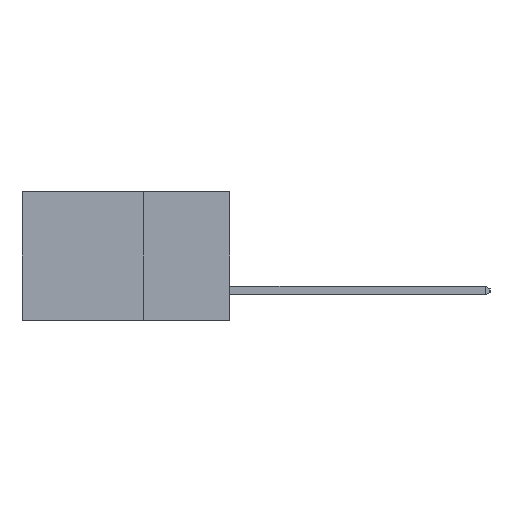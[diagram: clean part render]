
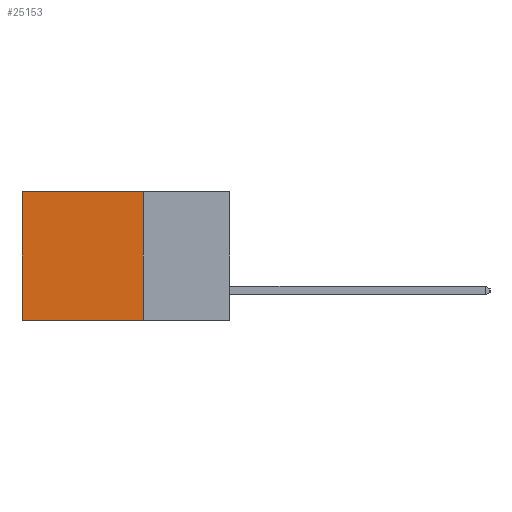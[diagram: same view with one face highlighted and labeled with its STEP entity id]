
A CAD part, left-side view. The second image highlights one B-rep face of the part: STEP entity #25153.
In plain terms, the highlighted planar face has unit normal (-1, 0, 0).
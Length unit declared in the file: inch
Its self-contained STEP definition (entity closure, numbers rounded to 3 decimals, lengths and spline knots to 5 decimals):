
#605 = LINE ( 'NONE', #15228, #25404 ) ;
#751 = VECTOR ( 'NONE', #22089, 39.37008 ) ;
#4399 = EDGE_CURVE ( 'NONE', #13491, #15957, #16617, .T. ) ;
#5037 = FACE_OUTER_BOUND ( 'NONE', #25761, .T. ) ;
#6909 = CARTESIAN_POINT ( 'NONE',  ( 0.298, 0.25, 0. ) ) ;
#7985 = ORIENTED_EDGE ( 'NONE', *, *, #4399, .F. ) ;
#8065 = DIRECTION ( 'NONE',  ( 0., 1., 0. ) ) ;
#8116 = CARTESIAN_POINT ( 'NONE',  ( 0.298, 0.25, -0.37 ) ) ;
#9326 = DIRECTION ( 'NONE',  ( 1., 0., 0. ) ) ;
#9787 = DIRECTION ( 'NONE',  ( 0., 0., -1. ) ) ;
#10572 = CARTESIAN_POINT ( 'NONE',  ( 0.298, 0.25, 0. ) ) ;
#12179 = VECTOR ( 'NONE', #12982, 39.37008 ) ;
#12616 = ORIENTED_EDGE ( 'NONE', *, *, #13816, .T. ) ;
#12982 = DIRECTION ( 'NONE',  ( 0., 1., 0. ) ) ;
#13491 = VERTEX_POINT ( 'NONE', #18530 ) ;
#13787 = CARTESIAN_POINT ( 'NONE',  ( 0.298, 0.6, -0.37 ) ) ;
#13816 = EDGE_CURVE ( 'NONE', #25196, #29268, #21501, .T. ) ;
#15098 = VECTOR ( 'NONE', #9787, 39.37008 ) ;
#15228 = CARTESIAN_POINT ( 'NONE',  ( 0.298, 0.25, -0.37 ) ) ;
#15957 = VERTEX_POINT ( 'NONE', #8116 ) ;
#16617 = LINE ( 'NONE', #19472, #15098 ) ;
#17990 = ORIENTED_EDGE ( 'NONE', *, *, #25485, .T. ) ;
#18530 = CARTESIAN_POINT ( 'NONE',  ( 0.298, 0.25, 0. ) ) ;
#19472 = CARTESIAN_POINT ( 'NONE',  ( 0.298, 0.25, 0. ) ) ;
#19481 = AXIS2_PLACEMENT_3D ( 'NONE', #6909, #9326, #26064 ) ;
#19694 = CARTESIAN_POINT ( 'NONE',  ( 0.298, 0.6, 0. ) ) ;
#20540 = ORIENTED_EDGE ( 'NONE', *, *, #30781, .F. ) ;
#21313 = PLANE ( 'NONE',  #19481 ) ;
#21501 = LINE ( 'NONE', #19694, #751 ) ;
#21515 = CARTESIAN_POINT ( 'NONE',  ( 0.298, 0.6, 0. ) ) ;
#22089 = DIRECTION ( 'NONE',  ( 0., 0., -1. ) ) ;
#24887 = LINE ( 'NONE', #10572, #12179 ) ;
#25153 = ADVANCED_FACE ( 'NONE', ( #5037 ), #21313, .F. ) ;
#25196 = VERTEX_POINT ( 'NONE', #21515 ) ;
#25404 = VECTOR ( 'NONE', #8065, 39.37008 ) ;
#25485 = EDGE_CURVE ( 'NONE', #13491, #25196, #24887, .T. ) ;
#25761 = EDGE_LOOP ( 'NONE', ( #12616, #20540, #7985, #17990 ) ) ;
#26064 = DIRECTION ( 'NONE',  ( 0., 0., -1. ) ) ;
#29268 = VERTEX_POINT ( 'NONE', #13787 ) ;
#30781 = EDGE_CURVE ( 'NONE', #15957, #29268, #605, .T. ) ;
